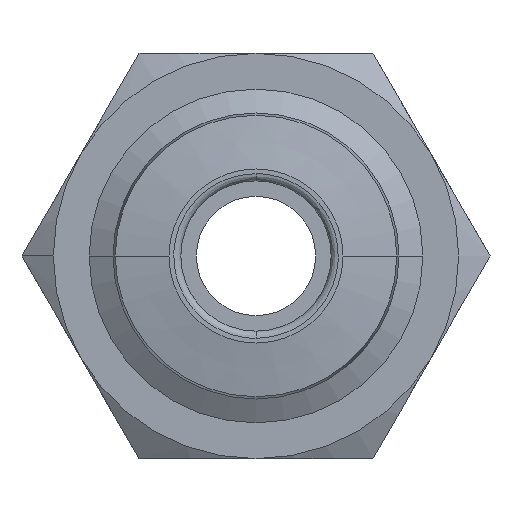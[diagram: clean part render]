
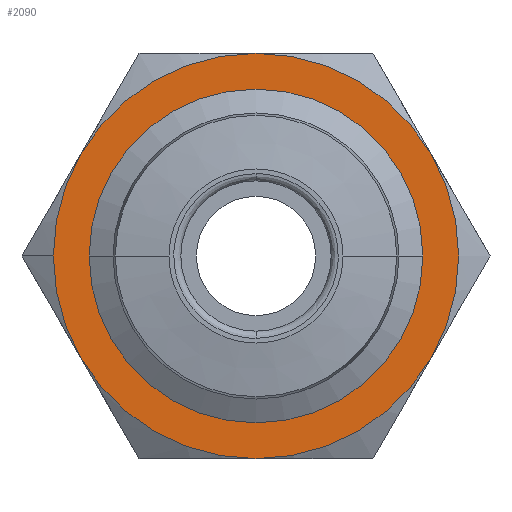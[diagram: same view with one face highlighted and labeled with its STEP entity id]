
A CAD part, front view. The second image highlights one B-rep face of the part: STEP entity #2090.
In plain terms, the highlighted planar face has unit normal (0, -1, 0).
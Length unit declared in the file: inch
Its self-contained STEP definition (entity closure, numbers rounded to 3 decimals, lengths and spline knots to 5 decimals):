
#92 = CARTESIAN_POINT ( 'NONE',  ( 0., -0.23622, 0. ) ) ;
#155 = EDGE_LOOP ( 'NONE', ( #3087, #3210, #769, #3654, #2885, #1220, #4371 ) ) ;
#180 = FACE_BOUND ( 'NONE', #680, .T. ) ;
#289 = CIRCLE ( 'NONE', #1309, 0.33465 ) ;
#370 = CARTESIAN_POINT ( 'NONE',  ( 0., -0.23622, 0. ) ) ;
#383 = EDGE_CURVE ( 'NONE', #2733, #2836, #2245, .T. ) ;
#397 = ORIENTED_EDGE ( 'NONE', *, *, #4423, .F. ) ;
#404 = CIRCLE ( 'NONE', #2731, 0.33465 ) ;
#432 = DIRECTION ( 'NONE',  ( -1., 0., 0. ) ) ;
#566 = CIRCLE ( 'NONE', #3006, 0.27559 ) ;
#648 = AXIS2_PLACEMENT_3D ( 'NONE', #2080, #4471, #2425 ) ;
#680 = EDGE_LOOP ( 'NONE', ( #1612, #397 ) ) ;
#728 = DIRECTION ( 'NONE',  ( 1., 0., 0. ) ) ;
#753 = EDGE_CURVE ( 'NONE', #2836, #3513, #1091, .T. ) ;
#769 = ORIENTED_EDGE ( 'NONE', *, *, #3315, .T. ) ;
#1027 = CIRCLE ( 'NONE', #1136, 0.33465 ) ;
#1091 = CIRCLE ( 'NONE', #1561, 0.33465 ) ;
#1136 = AXIS2_PLACEMENT_3D ( 'NONE', #1426, #3812, #1775 ) ;
#1202 = CARTESIAN_POINT ( 'NONE',  ( 0.30512, -0.23622, 0. ) ) ;
#1220 = ORIENTED_EDGE ( 'NONE', *, *, #2018, .T. ) ;
#1272 = AXIS2_PLACEMENT_3D ( 'NONE', #4093, #4058, #4040 ) ;
#1309 = AXIS2_PLACEMENT_3D ( 'NONE', #1804, #4208, #2139 ) ;
#1414 = EDGE_CURVE ( 'NONE', #3316, #3460, #2556, .T. ) ;
#1426 = CARTESIAN_POINT ( 'NONE',  ( 0., -0.23622, 0. ) ) ;
#1453 = CARTESIAN_POINT ( 'NONE',  ( 0.28981, -0.23622, 0.16732 ) ) ;
#1467 = DIRECTION ( 'NONE',  ( 0., -1., 0. ) ) ;
#1561 = AXIS2_PLACEMENT_3D ( 'NONE', #1901, #1816, #1840 ) ;
#1565 = DIRECTION ( 'NONE',  ( 0., 0., -1. ) ) ;
#1612 = ORIENTED_EDGE ( 'NONE', *, *, #1878, .F. ) ;
#1775 = DIRECTION ( 'NONE',  ( -1., 0., 0. ) ) ;
#1804 = CARTESIAN_POINT ( 'NONE',  ( 0., -0.23622, 0. ) ) ;
#1816 = DIRECTION ( 'NONE',  ( 0., -1., 0. ) ) ;
#1840 = DIRECTION ( 'NONE',  ( -1., 0., 0. ) ) ;
#1878 = EDGE_CURVE ( 'NONE', #2541, #2748, #566, .T. ) ;
#1900 = PLANE ( 'NONE',  #3999 ) ;
#1901 = CARTESIAN_POINT ( 'NONE',  ( 0., -0.23622, 0. ) ) ;
#1928 = DIRECTION ( 'NONE',  ( 0., -1., 0. ) ) ;
#1967 = CARTESIAN_POINT ( 'NONE',  ( 0., -0.23622, -0.33465 ) ) ;
#2018 = EDGE_CURVE ( 'NONE', #3519, #2733, #2502, .T. ) ;
#2080 = CARTESIAN_POINT ( 'NONE',  ( 0., -0.23622, 0. ) ) ;
#2090 = ADVANCED_FACE ( 'NONE', ( #180, #4049 ), #1900, .T. ) ;
#2139 = DIRECTION ( 'NONE',  ( -1., 0., 0. ) ) ;
#2140 = CARTESIAN_POINT ( 'NONE',  ( -0.28981, -0.23622, -0.16732 ) ) ;
#2245 = CIRCLE ( 'NONE', #1272, 0.33465 ) ;
#2299 = CARTESIAN_POINT ( 'NONE',  ( 0.28981, -0.23622, -0.16732 ) ) ;
#2425 = DIRECTION ( 'NONE',  ( -1., 0., 0. ) ) ;
#2502 = CIRCLE ( 'NONE', #4100, 0.33465 ) ;
#2539 = DIRECTION ( 'NONE',  ( 0., -1., 0. ) ) ;
#2541 = VERTEX_POINT ( 'NONE', #4312 ) ;
#2556 = CIRCLE ( 'NONE', #648, 0.33465 ) ;
#2731 = AXIS2_PLACEMENT_3D ( 'NONE', #3490, #1467, #3852 ) ;
#2733 = VERTEX_POINT ( 'NONE', #4099 ) ;
#2748 = VERTEX_POINT ( 'NONE', #4465 ) ;
#2802 = DIRECTION ( 'NONE',  ( 0., -1., 0. ) ) ;
#2836 = VERTEX_POINT ( 'NONE', #2140 ) ;
#2851 = EDGE_CURVE ( 'NONE', #3513, #3469, #404, .T. ) ;
#2885 = ORIENTED_EDGE ( 'NONE', *, *, #3939, .T. ) ;
#3006 = AXIS2_PLACEMENT_3D ( 'NONE', #370, #2802, #728 ) ;
#3087 = ORIENTED_EDGE ( 'NONE', *, *, #753, .T. ) ;
#3210 = ORIENTED_EDGE ( 'NONE', *, *, #2851, .T. ) ;
#3299 = CARTESIAN_POINT ( 'NONE',  ( 0., -0.23622, 0.33465 ) ) ;
#3315 = EDGE_CURVE ( 'NONE', #3469, #3316, #289, .T. ) ;
#3316 = VERTEX_POINT ( 'NONE', #1453 ) ;
#3401 = AXIS2_PLACEMENT_3D ( 'NONE', #3981, #1928, #4333 ) ;
#3460 = VERTEX_POINT ( 'NONE', #3299 ) ;
#3469 = VERTEX_POINT ( 'NONE', #2299 ) ;
#3490 = CARTESIAN_POINT ( 'NONE',  ( 0., -0.23622, 0. ) ) ;
#3513 = VERTEX_POINT ( 'NONE', #1967 ) ;
#3519 = VERTEX_POINT ( 'NONE', #4363 ) ;
#3595 = DIRECTION ( 'NONE',  ( 0., -1., 0. ) ) ;
#3654 = ORIENTED_EDGE ( 'NONE', *, *, #1414, .T. ) ;
#3706 = CIRCLE ( 'NONE', #3401, 0.27559 ) ;
#3812 = DIRECTION ( 'NONE',  ( 0., -1., 0. ) ) ;
#3852 = DIRECTION ( 'NONE',  ( -1., 0., 0. ) ) ;
#3939 = EDGE_CURVE ( 'NONE', #3460, #3519, #1027, .T. ) ;
#3981 = CARTESIAN_POINT ( 'NONE',  ( 0., -0.23622, 0. ) ) ;
#3999 = AXIS2_PLACEMENT_3D ( 'NONE', #1202, #3595, #1565 ) ;
#4040 = DIRECTION ( 'NONE',  ( -1., 0., 0. ) ) ;
#4049 = FACE_OUTER_BOUND ( 'NONE', #155, .T. ) ;
#4058 = DIRECTION ( 'NONE',  ( 0., -1., 0. ) ) ;
#4093 = CARTESIAN_POINT ( 'NONE',  ( 0., -0.23622, 0. ) ) ;
#4099 = CARTESIAN_POINT ( 'NONE',  ( -0.33465, -0.23622, 0. ) ) ;
#4100 = AXIS2_PLACEMENT_3D ( 'NONE', #92, #2539, #432 ) ;
#4208 = DIRECTION ( 'NONE',  ( 0., -1., 0. ) ) ;
#4312 = CARTESIAN_POINT ( 'NONE',  ( 0.27559, -0.23622, 0. ) ) ;
#4333 = DIRECTION ( 'NONE',  ( 1., 0., 0. ) ) ;
#4363 = CARTESIAN_POINT ( 'NONE',  ( -0.28981, -0.23622, 0.16732 ) ) ;
#4371 = ORIENTED_EDGE ( 'NONE', *, *, #383, .T. ) ;
#4423 = EDGE_CURVE ( 'NONE', #2748, #2541, #3706, .T. ) ;
#4465 = CARTESIAN_POINT ( 'NONE',  ( -0.27559, -0.23622, 0. ) ) ;
#4471 = DIRECTION ( 'NONE',  ( 0., -1., 0. ) ) ;
